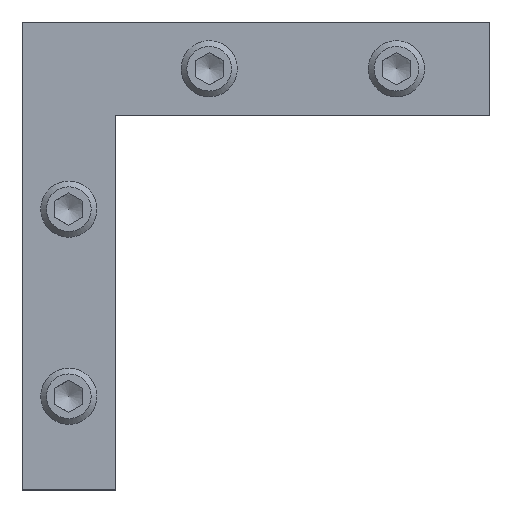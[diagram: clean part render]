
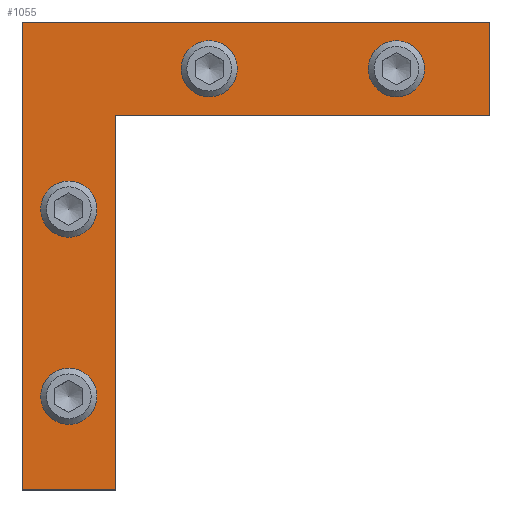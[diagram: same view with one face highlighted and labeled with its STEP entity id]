
A CAD part, top view. The second image highlights one B-rep face of the part: STEP entity #1055.
In plain terms, the highlighted planar face has unit normal (0, 0, 1).
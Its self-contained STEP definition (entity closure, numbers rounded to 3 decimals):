
#107=FACE_BOUND('',#230,.T.);
#108=FACE_BOUND('',#231,.T.);
#109=FACE_BOUND('',#232,.T.);
#110=FACE_BOUND('',#233,.T.);
#125=PLANE('',#1151);
#169=FACE_OUTER_BOUND('',#229,.T.);
#229=EDGE_LOOP('',(#789,#790,#791,#792,#793,#794));
#230=EDGE_LOOP('',(#795,#796));
#231=EDGE_LOOP('',(#797,#798));
#232=EDGE_LOOP('',(#799,#800));
#233=EDGE_LOOP('',(#801,#802));
#295=LINE('',#1541,#381);
#299=LINE('',#1549,#385);
#302=LINE('',#1555,#388);
#305=LINE('',#1561,#391);
#308=LINE('',#1567,#394);
#311=LINE('',#1572,#397);
#381=VECTOR('',#1265,10.);
#385=VECTOR('',#1271,10.);
#388=VECTOR('',#1276,10.);
#391=VECTOR('',#1281,10.);
#394=VECTOR('',#1286,10.);
#397=VECTOR('',#1291,10.);
#463=CIRCLE('',#1130,2.459);
#464=CIRCLE('',#1131,2.459);
#466=CIRCLE('',#1134,2.459);
#467=CIRCLE('',#1135,2.459);
#469=CIRCLE('',#1138,2.459);
#470=CIRCLE('',#1139,2.459);
#472=CIRCLE('',#1142,2.459);
#473=CIRCLE('',#1143,2.459);
#499=VERTEX_POINT('',#1507);
#500=VERTEX_POINT('',#1508);
#502=VERTEX_POINT('',#1515);
#503=VERTEX_POINT('',#1516);
#505=VERTEX_POINT('',#1523);
#506=VERTEX_POINT('',#1524);
#508=VERTEX_POINT('',#1531);
#509=VERTEX_POINT('',#1532);
#511=VERTEX_POINT('',#1539);
#512=VERTEX_POINT('',#1540);
#515=VERTEX_POINT('',#1548);
#517=VERTEX_POINT('',#1554);
#519=VERTEX_POINT('',#1560);
#521=VERTEX_POINT('',#1566);
#599=EDGE_CURVE('',#499,#500,#463,.T.);
#600=EDGE_CURVE('',#500,#499,#464,.T.);
#603=EDGE_CURVE('',#502,#503,#466,.T.);
#604=EDGE_CURVE('',#503,#502,#467,.T.);
#607=EDGE_CURVE('',#505,#506,#469,.T.);
#608=EDGE_CURVE('',#506,#505,#470,.T.);
#611=EDGE_CURVE('',#508,#509,#472,.T.);
#612=EDGE_CURVE('',#509,#508,#473,.T.);
#615=EDGE_CURVE('',#511,#512,#295,.T.);
#619=EDGE_CURVE('',#512,#515,#299,.T.);
#622=EDGE_CURVE('',#515,#517,#302,.T.);
#625=EDGE_CURVE('',#517,#519,#305,.T.);
#628=EDGE_CURVE('',#519,#521,#308,.T.);
#631=EDGE_CURVE('',#521,#511,#311,.T.);
#789=ORIENTED_EDGE('',*,*,#615,.F.);
#790=ORIENTED_EDGE('',*,*,#631,.F.);
#791=ORIENTED_EDGE('',*,*,#628,.F.);
#792=ORIENTED_EDGE('',*,*,#625,.F.);
#793=ORIENTED_EDGE('',*,*,#622,.F.);
#794=ORIENTED_EDGE('',*,*,#619,.F.);
#795=ORIENTED_EDGE('',*,*,#599,.T.);
#796=ORIENTED_EDGE('',*,*,#600,.T.);
#797=ORIENTED_EDGE('',*,*,#603,.T.);
#798=ORIENTED_EDGE('',*,*,#604,.T.);
#799=ORIENTED_EDGE('',*,*,#607,.T.);
#800=ORIENTED_EDGE('',*,*,#608,.T.);
#801=ORIENTED_EDGE('',*,*,#611,.T.);
#802=ORIENTED_EDGE('',*,*,#612,.T.);
#1055=ADVANCED_FACE('',(#169,#107,#108,#109,#110),#125,.T.);
#1130=AXIS2_PLACEMENT_3D('',#1509,#1229,#1230);
#1131=AXIS2_PLACEMENT_3D('',#1510,#1231,#1232);
#1134=AXIS2_PLACEMENT_3D('',#1517,#1238,#1239);
#1135=AXIS2_PLACEMENT_3D('',#1518,#1240,#1241);
#1138=AXIS2_PLACEMENT_3D('',#1525,#1247,#1248);
#1139=AXIS2_PLACEMENT_3D('',#1526,#1249,#1250);
#1142=AXIS2_PLACEMENT_3D('',#1533,#1256,#1257);
#1143=AXIS2_PLACEMENT_3D('',#1534,#1258,#1259);
#1151=AXIS2_PLACEMENT_3D('',#1574,#1293,#1294);
#1229=DIRECTION('center_axis',(0.,0.,-1.));
#1230=DIRECTION('ref_axis',(1.,0.,0.));
#1231=DIRECTION('center_axis',(0.,0.,-1.));
#1232=DIRECTION('ref_axis',(1.,0.,0.));
#1238=DIRECTION('center_axis',(0.,0.,-1.));
#1239=DIRECTION('ref_axis',(1.,0.,0.));
#1240=DIRECTION('center_axis',(0.,0.,-1.));
#1241=DIRECTION('ref_axis',(1.,0.,0.));
#1247=DIRECTION('center_axis',(0.,0.,-1.));
#1248=DIRECTION('ref_axis',(1.,0.,0.));
#1249=DIRECTION('center_axis',(0.,0.,-1.));
#1250=DIRECTION('ref_axis',(1.,0.,0.));
#1256=DIRECTION('center_axis',(0.,0.,-1.));
#1257=DIRECTION('ref_axis',(1.,0.,0.));
#1258=DIRECTION('center_axis',(0.,0.,-1.));
#1259=DIRECTION('ref_axis',(1.,0.,0.));
#1265=DIRECTION('',(0.,-1.,0.));
#1271=DIRECTION('',(-1.,0.,0.));
#1276=DIRECTION('',(0.,-1.,0.));
#1281=DIRECTION('',(-1.,0.,0.));
#1286=DIRECTION('',(0.,1.,0.));
#1291=DIRECTION('',(1.,0.,0.));
#1293=DIRECTION('center_axis',(0.,0.,1.));
#1294=DIRECTION('ref_axis',(1.,0.,0.));
#1507=CARTESIAN_POINT('',(2.459,-15.,4.));
#1508=CARTESIAN_POINT('',(-2.458,-15.,4.));
#1509=CARTESIAN_POINT('Origin',(0.,-15.,4.));
#1510=CARTESIAN_POINT('Origin',(0.,-15.,4.));
#1515=CARTESIAN_POINT('',(2.459,-35.,4.));
#1516=CARTESIAN_POINT('',(-2.458,-35.,4.));
#1517=CARTESIAN_POINT('Origin',(0.,-35.,4.));
#1518=CARTESIAN_POINT('Origin',(0.,-35.,4.));
#1523=CARTESIAN_POINT('',(17.459,0.,4.));
#1524=CARTESIAN_POINT('',(12.542,0.,4.));
#1525=CARTESIAN_POINT('Origin',(15.,0.,4.));
#1526=CARTESIAN_POINT('Origin',(15.,0.,4.));
#1531=CARTESIAN_POINT('',(37.459,0.,4.));
#1532=CARTESIAN_POINT('',(32.542,0.,4.));
#1533=CARTESIAN_POINT('Origin',(35.,0.,4.));
#1534=CARTESIAN_POINT('Origin',(35.,0.,4.));
#1539=CARTESIAN_POINT('',(45.,5.,4.));
#1540=CARTESIAN_POINT('',(45.,-5.,4.));
#1541=CARTESIAN_POINT('',(45.,5.,4.));
#1548=CARTESIAN_POINT('',(5.,-5.,4.));
#1549=CARTESIAN_POINT('',(45.,-5.,4.));
#1554=CARTESIAN_POINT('',(5.,-45.,4.));
#1555=CARTESIAN_POINT('',(5.,-5.,4.));
#1560=CARTESIAN_POINT('',(-5.,-45.,4.));
#1561=CARTESIAN_POINT('',(5.,-45.,4.));
#1566=CARTESIAN_POINT('',(-5.,5.,4.));
#1567=CARTESIAN_POINT('',(-5.,-45.,4.));
#1572=CARTESIAN_POINT('',(-5.,5.,4.));
#1574=CARTESIAN_POINT('Origin',(12.,-12.,4.));
